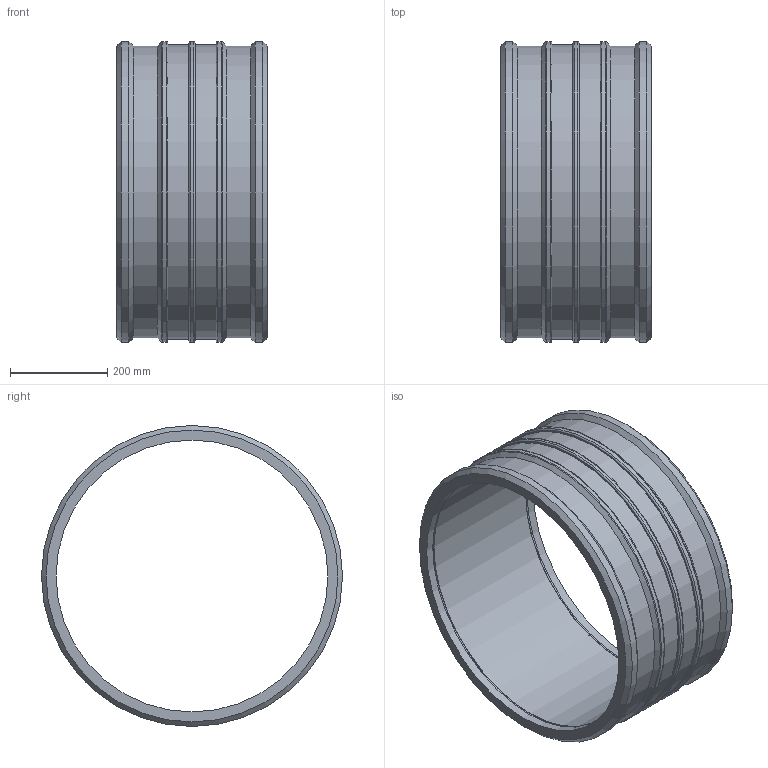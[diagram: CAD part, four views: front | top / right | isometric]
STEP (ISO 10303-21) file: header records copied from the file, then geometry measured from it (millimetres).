
FILE_DESCRIPTION(/* description */ ('PLASSON SUPER LIGHTFIT 560 MM'),/* implementation_level */ '2;1');
FILE_NAME(/* name */ '4601S3560.ipt.stp',/* time_stamp */ '2018-02-11T14:51:25+02:00',/* author */ ('KIM'),/* organization */ (''),/* preprocessor_version */ 'ST-DEVELOPER v15.6',/* originating_system */ 'Autodesk Inventor 2015',/* authorisation */ '');
FILE_SCHEMA (('AUTOMOTIVE_DESIGN { 1 0 10303 214 3 1 1 }'));
Length unit declared in the file: millimetre
Products named in the file (1): 4601S3560
Bounding box: 310 x 620 x 620 mm (x, y, z)
Volume: 13906564.4 mm3; surface area: 1299270.6 mm2
Topology: 1 solids, 1 shells, 48 faces, 86 edges, 50 vertices
Faces by surface type: cylinder 20, plane 14, cone 8, torus 6
Full cylindrical faces by diameter (mm): 4 x2, 10 x2, 560 x3, 601.4 x2, 607.6 x2, 620 x5
Entity records: 1054 total; most frequent: CARTESIAN_POINT 215, DIRECTION 190, ORIENTED_EDGE 100, AXIS2_PLACEMENT_3D 95, EDGE_LOOP 92, EDGE_CURVE 50, FACE_OUTER_BOUND 48, ADVANCED_FACE 48
